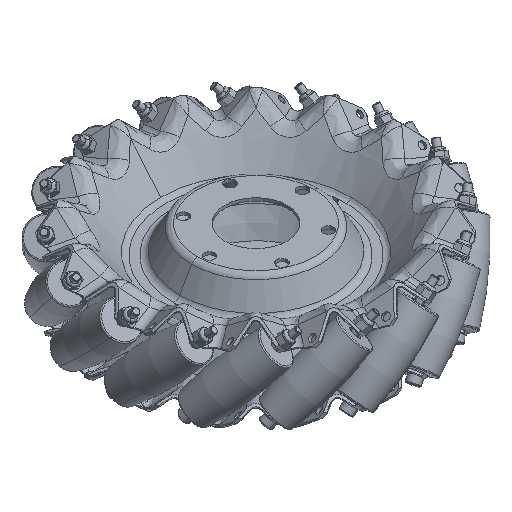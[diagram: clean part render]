
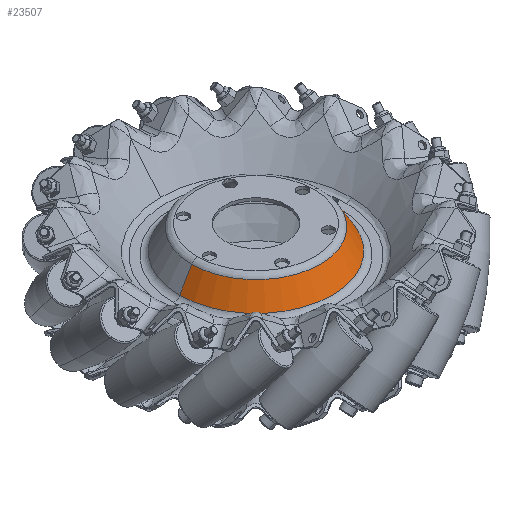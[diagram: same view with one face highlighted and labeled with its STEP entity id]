
A CAD part, isometric view. The second image highlights one B-rep face of the part: STEP entity #23507.
In plain terms, the highlighted conical face has half-angle 30 degrees and reference radius 34.991 mm.
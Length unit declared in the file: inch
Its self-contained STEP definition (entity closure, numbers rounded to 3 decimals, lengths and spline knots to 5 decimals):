
#2657 = DIRECTION ( 'NONE',  ( 0., 0., -1. ) ) ;
#2658 = DIRECTION ( 'NONE',  ( -1., 0., 0. ) ) ;
#2660 = CARTESIAN_POINT ( 'NONE',  ( 0., 0., 0.0625 ) ) ;
#6387 = EDGE_LOOP ( 'NONE', ( #20307, #20308, #20300, #20469 ) ) ;
#8798 = CARTESIAN_POINT ( 'NONE',  ( 1.37759, 0., 0.0625 ) ) ;
#8809 = CARTESIAN_POINT ( 'NONE',  ( -1.37759, 0., 0.0625 ) ) ;
#8892 = CARTESIAN_POINT ( 'NONE',  ( 1.16108, 0., 0.4375 ) ) ;
#13626 = CIRCLE ( 'NONE', #45761, 1.16108 ) ;
#14531 = VECTOR ( 'NONE', #34929, 39.37008 ) ;
#14560 = LINE ( 'NONE', #34927, #14531 ) ;
#14590 = CIRCLE ( 'NONE', #45880, 1.37759 ) ;
#14594 = VECTOR ( 'NONE', #35174, 39.37008 ) ;
#14599 = LINE ( 'NONE', #35159, #14594 ) ;
#16299 = VERTEX_POINT ( 'NONE', #41410 ) ;
#20300 = ORIENTED_EDGE ( 'NONE', *, *, #21195, .T. ) ;
#20307 = ORIENTED_EDGE ( 'NONE', *, *, #21208, .F. ) ;
#20308 = ORIENTED_EDGE ( 'NONE', *, *, #20384, .T. ) ;
#20384 = EDGE_CURVE ( 'NONE', #30605, #16299, #13626, .T. ) ;
#20469 = ORIENTED_EDGE ( 'NONE', *, *, #21203, .F. ) ;
#21195 = EDGE_CURVE ( 'NONE', #16299, #30536, #14560, .T. ) ;
#21203 = EDGE_CURVE ( 'NONE', #30527, #30536, #14590, .T. ) ;
#21208 = EDGE_CURVE ( 'NONE', #30605, #30527, #14599, .T. ) ;
#23507 = ADVANCED_FACE ( 'NONE', ( #27264 ), #27266, .T. ) ;
#27264 = FACE_OUTER_BOUND ( 'NONE', #6387, .T. ) ;
#27266 = CONICAL_SURFACE ( 'NONE', #37006, 1.37759, 0.524 ) ;
#30527 = VERTEX_POINT ( 'NONE', #8798 ) ;
#30536 = VERTEX_POINT ( 'NONE', #8809 ) ;
#30605 = VERTEX_POINT ( 'NONE', #8892 ) ;
#34927 = CARTESIAN_POINT ( 'NONE',  ( -1.37759, 0., 0.0625 ) ) ;
#34929 = DIRECTION ( 'NONE',  ( -0.5, 0., -0.866 ) ) ;
#35136 = CARTESIAN_POINT ( 'NONE',  ( 0., 0., 0.0625 ) ) ;
#35139 = DIRECTION ( 'NONE',  ( 0., 0., -1. ) ) ;
#35141 = DIRECTION ( 'NONE',  ( -1., 0., 0. ) ) ;
#35159 = CARTESIAN_POINT ( 'NONE',  ( 1.37759, 0., 0.0625 ) ) ;
#35174 = DIRECTION ( 'NONE',  ( 0.5, 0., -0.866 ) ) ;
#37006 = AXIS2_PLACEMENT_3D ( 'NONE', #2660, #2657, #2658 ) ;
#41410 = CARTESIAN_POINT ( 'NONE',  ( -1.16108, 0., 0.4375 ) ) ;
#42794 = CARTESIAN_POINT ( 'NONE',  ( 0., 0., 0.4375 ) ) ;
#42804 = DIRECTION ( 'NONE',  ( 0., 0., -1. ) ) ;
#42805 = DIRECTION ( 'NONE',  ( -1., 0., 0. ) ) ;
#45761 = AXIS2_PLACEMENT_3D ( 'NONE', #42794, #42804, #42805 ) ;
#45880 = AXIS2_PLACEMENT_3D ( 'NONE', #35136, #35139, #35141 ) ;
